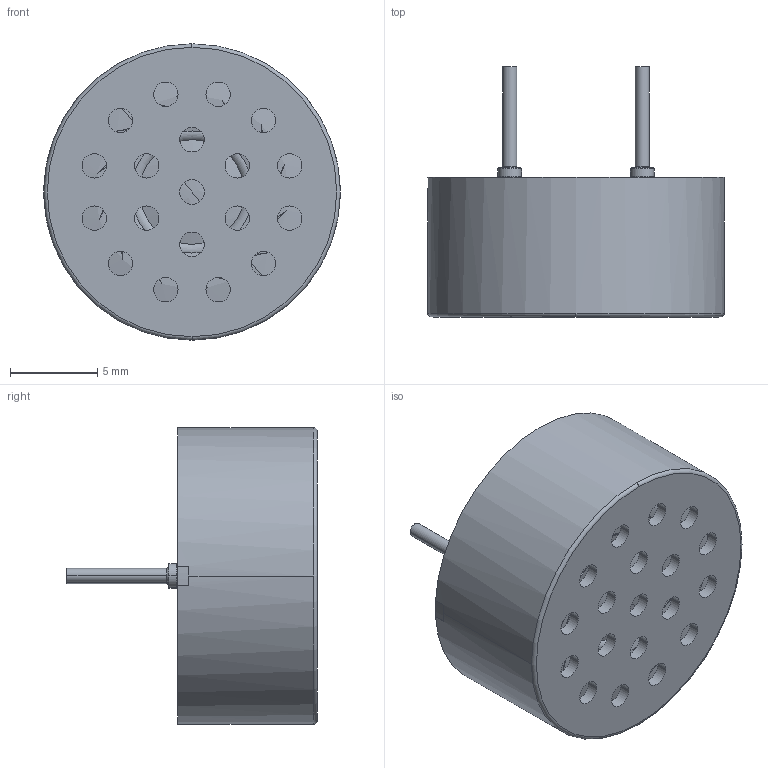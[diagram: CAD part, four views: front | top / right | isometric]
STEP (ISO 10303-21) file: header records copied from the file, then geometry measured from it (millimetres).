
FILE_DESCRIPTION (( 'STEP AP214' ), '1' );
FILE_NAME ('AST-1732MR-R.STEP', '2023-04-01T11:13:11', ( '' ), ( '' ), 'SwSTEP 2.0', 'SolidWorks 2022', '' );
FILE_SCHEMA (( 'AUTOMOTIVE_DESIGN' ));
Length unit declared in the file: millimetre
Products named in the file (3): AST-1732MR-R; AST-1732MR-R(2)^AST-1732MR-R(2)_AST-1732MR-R; Cone^AST-1732MR-R(2)_AST-1732MR-R
Assembly tree (2 placements, depth 2):
  AST-1732MR-R
    AST-1732MR-R(2)^AST-1732MR-R(2)_AST-1732MR-R
    Cone^AST-1732MR-R(2)_AST-1732MR-R
Bounding box: 17 x 14.35 x 17 mm (x, y, z)
Volume: 1258.5 mm3; surface area: 2527.4 mm2
Topology: 5 solids, 5 shells, 237 faces, 574 edges, 377 vertices
Faces by surface type: bspline 159, plane 48, cylinder 18, torus 12
Entity records: 11859 total; most frequent: CARTESIAN_POINT 6832, ORIENTED_EDGE 1140, DIRECTION 799, EDGE_CURVE 570, VERTEX_POINT 377, EDGE_LOOP 309, AXIS2_PLACEMENT_3D 299, ADVANCED_FACE 237
